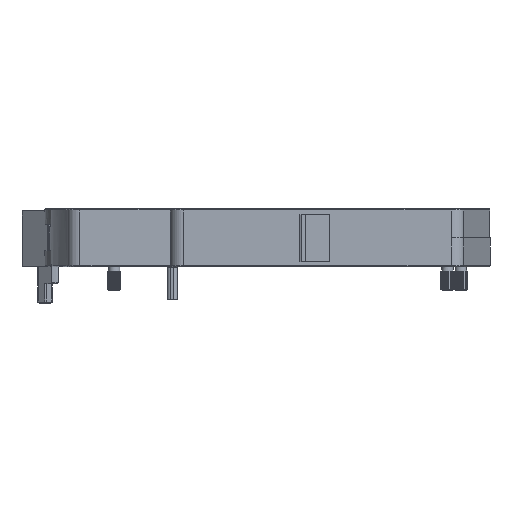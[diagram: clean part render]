
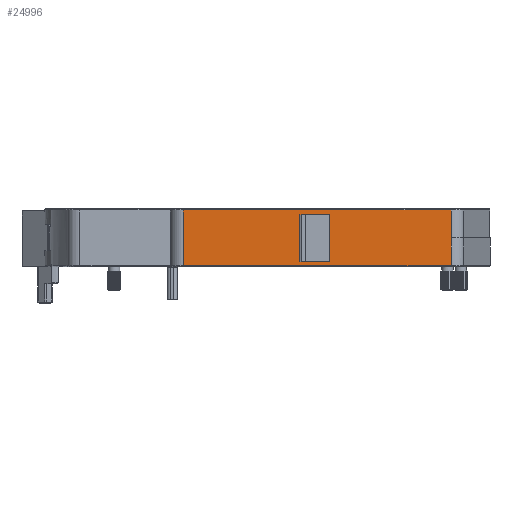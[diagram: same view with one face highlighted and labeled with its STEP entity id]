
A CAD part, left-side view. The second image highlights one B-rep face of the part: STEP entity #24996.
In plain terms, the highlighted planar face has unit normal (-1, 0, 0).
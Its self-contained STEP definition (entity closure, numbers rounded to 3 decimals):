
#1212 = DIRECTION ( 'NONE',  ( 0., 0., 1. ) ) ;
#1423 = CARTESIAN_POINT ( 'NONE',  ( -35.818, -33.541, -0.001 ) ) ;
#1993 = EDGE_CURVE ( 'NONE', #18007, #13347, #27828, .T. ) ;
#2173 = LINE ( 'NONE', #33894, #3769 ) ;
#2353 = CARTESIAN_POINT ( 'NONE',  ( -35.818, -10.131, -4.501 ) ) ;
#2697 = EDGE_CURVE ( 'NONE', #27704, #41104, #27703, .T. ) ;
#2758 = VERTEX_POINT ( 'NONE', #45697 ) ;
#3148 = VERTEX_POINT ( 'NONE', #35702 ) ;
#3769 = VECTOR ( 'NONE', #33495, 1000. ) ;
#3968 = CARTESIAN_POINT ( 'NONE',  ( -35.818, -10.131, 3.599 ) ) ;
#4588 = EDGE_LOOP ( 'NONE', ( #9786, #51638, #33656, #29929, #9976, #44777 ) ) ;
#5954 = VECTOR ( 'NONE', #38534, 1000. ) ;
#7204 = LINE ( 'NONE', #39051, #5954 ) ;
#7921 = ORIENTED_EDGE ( 'NONE', *, *, #26501, .T. ) ;
#8095 = VECTOR ( 'NONE', #1212, 1000. ) ;
#8253 = LINE ( 'NONE', #2353, #8095 ) ;
#9786 = ORIENTED_EDGE ( 'NONE', *, *, #26590, .T. ) ;
#9870 = DIRECTION ( 'NONE',  ( 0., 1., 0. ) ) ;
#9975 = CARTESIAN_POINT ( 'NONE',  ( -35.818, 7.944, 4.299 ) ) ;
#9976 = ORIENTED_EDGE ( 'NONE', *, *, #26122, .F. ) ;
#10333 = DIRECTION ( 'NONE',  ( 0., 1., 0. ) ) ;
#10542 = VERTEX_POINT ( 'NONE', #12694 ) ;
#12694 = CARTESIAN_POINT ( 'NONE',  ( -35.818, -33.539, -0.001 ) ) ;
#12912 = VECTOR ( 'NONE', #17903, 1000. ) ;
#13347 = VERTEX_POINT ( 'NONE', #3968 ) ;
#13583 = EDGE_LOOP ( 'NONE', ( #20362, #7921, #39368, #50645 ) ) ;
#13767 = DIRECTION ( 'NONE',  ( 0., 1., 0. ) ) ;
#14793 = CARTESIAN_POINT ( 'NONE',  ( -35.818, 12.944, 3.599 ) ) ;
#15540 = DIRECTION ( 'NONE',  ( 0., 0., -1. ) ) ;
#15714 = CARTESIAN_POINT ( 'NONE',  ( -35.818, 7.944, -4.501 ) ) ;
#16699 = VECTOR ( 'NONE', #9870, 1000. ) ;
#17033 = CARTESIAN_POINT ( 'NONE',  ( -35.818, 7.944, 4.299 ) ) ;
#17903 = DIRECTION ( 'NONE',  ( 0., 0., -1. ) ) ;
#17923 = LINE ( 'NONE', #9975, #16699 ) ;
#17951 = EDGE_CURVE ( 'NONE', #41104, #13347, #8253, .T. ) ;
#18007 = VERTEX_POINT ( 'NONE', #50108 ) ;
#18030 = EDGE_CURVE ( 'NONE', #2758, #3148, #2173, .T. ) ;
#18270 = EDGE_CURVE ( 'NONE', #40086, #10542, #23734, .T. ) ;
#18348 = EDGE_CURVE ( 'NONE', #10542, #3148, #20778, .T. ) ;
#18948 = CARTESIAN_POINT ( 'NONE',  ( -35.818, -14.756, -4.501 ) ) ;
#19725 = VECTOR ( 'NONE', #51245, 1000. ) ;
#19992 = FACE_OUTER_BOUND ( 'NONE', #4588, .T. ) ;
#20362 = ORIENTED_EDGE ( 'NONE', *, *, #1993, .F. ) ;
#20778 = LINE ( 'NONE', #28501, #19725 ) ;
#21661 = DIRECTION ( 'NONE',  ( 0., 0., 1. ) ) ;
#21674 = DIRECTION ( 'NONE',  ( -1., 0., 0. ) ) ;
#21675 = VECTOR ( 'NONE', #10333, 1000. ) ;
#21711 = CARTESIAN_POINT ( 'NONE',  ( -35.818, 9.377, -4.501 ) ) ;
#22549 = PLANE ( 'NONE',  #29902 ) ;
#23577 = LINE ( 'NONE', #18948, #12912 ) ;
#23734 = LINE ( 'NONE', #50052, #21675 ) ;
#24996 = ADVANCED_FACE ( 'NONE', ( #41322, #19992 ), #22549, .T. ) ;
#26122 = EDGE_CURVE ( 'NONE', #48813, #40086, #7204, .T. ) ;
#26501 = EDGE_CURVE ( 'NONE', #18007, #27704, #23577, .T. ) ;
#26590 = EDGE_CURVE ( 'NONE', #50071, #2758, #35649, .T. ) ;
#26731 = EDGE_CURVE ( 'NONE', #48813, #50071, #17923, .T. ) ;
#27032 = VECTOR ( 'NONE', #46722, 1000. ) ;
#27703 = LINE ( 'NONE', #46610, #27032 ) ;
#27704 = VERTEX_POINT ( 'NONE', #44271 ) ;
#27828 = LINE ( 'NONE', #14793, #28704 ) ;
#28501 = CARTESIAN_POINT ( 'NONE',  ( -35.818, -33.539, -4.501 ) ) ;
#28704 = VECTOR ( 'NONE', #13767, 1000. ) ;
#29902 = AXIS2_PLACEMENT_3D ( 'NONE', #21711, #21674, #21661 ) ;
#29929 = ORIENTED_EDGE ( 'NONE', *, *, #18270, .F. ) ;
#31115 = CARTESIAN_POINT ( 'NONE',  ( -35.818, -10.131, -3.701 ) ) ;
#31819 = VECTOR ( 'NONE', #15540, 1000. ) ;
#33495 = DIRECTION ( 'NONE',  ( 0., -1., 0. ) ) ;
#33656 = ORIENTED_EDGE ( 'NONE', *, *, #18348, .F. ) ;
#33894 = CARTESIAN_POINT ( 'NONE',  ( -35.818, -33.539, -4.301 ) ) ;
#35649 = LINE ( 'NONE', #15714, #31819 ) ;
#35702 = CARTESIAN_POINT ( 'NONE',  ( -35.818, -33.539, -4.301 ) ) ;
#37099 = CARTESIAN_POINT ( 'NONE',  ( -35.818, -33.541, 4.299 ) ) ;
#38534 = DIRECTION ( 'NONE',  ( 0., 0., -1. ) ) ;
#39051 = CARTESIAN_POINT ( 'NONE',  ( -35.818, -33.541, -60.027 ) ) ;
#39368 = ORIENTED_EDGE ( 'NONE', *, *, #2697, .T. ) ;
#40086 = VERTEX_POINT ( 'NONE', #1423 ) ;
#41104 = VERTEX_POINT ( 'NONE', #31115 ) ;
#41322 = FACE_BOUND ( 'NONE', #13583, .T. ) ;
#44271 = CARTESIAN_POINT ( 'NONE',  ( -35.818, -14.756, -3.701 ) ) ;
#44777 = ORIENTED_EDGE ( 'NONE', *, *, #26731, .T. ) ;
#45697 = CARTESIAN_POINT ( 'NONE',  ( -35.818, 7.944, -4.301 ) ) ;
#46610 = CARTESIAN_POINT ( 'NONE',  ( -35.818, 9.377, -3.701 ) ) ;
#46722 = DIRECTION ( 'NONE',  ( 0., 1., 0. ) ) ;
#48813 = VERTEX_POINT ( 'NONE', #37099 ) ;
#50052 = CARTESIAN_POINT ( 'NONE',  ( -35.818, 12.944, -0.001 ) ) ;
#50071 = VERTEX_POINT ( 'NONE', #17033 ) ;
#50108 = CARTESIAN_POINT ( 'NONE',  ( -35.818, -14.756, 3.599 ) ) ;
#50645 = ORIENTED_EDGE ( 'NONE', *, *, #17951, .T. ) ;
#51245 = DIRECTION ( 'NONE',  ( 0., 0., -1. ) ) ;
#51638 = ORIENTED_EDGE ( 'NONE', *, *, #18030, .T. ) ;
